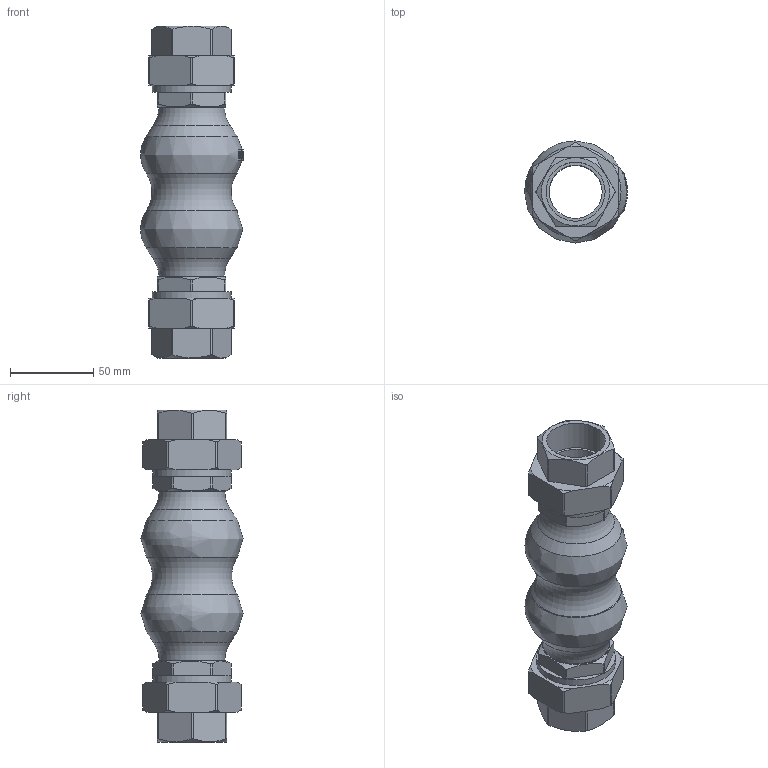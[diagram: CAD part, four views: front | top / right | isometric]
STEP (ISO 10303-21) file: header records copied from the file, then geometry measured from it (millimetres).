
FILE_DESCRIPTION(/* description */ (''),/* implementation_level */ '2;1');
FILE_NAME(/* name */ 'DN32_3D_STEP.stp',/* time_stamp */ '2025-04-17T16:01:58+03:00',/* author */ ('igorr'),/* organization */ (''),/* preprocessor_version */ 'ST-DEVELOPER v20',/* originating_system */ 'Autodesk Inventor 2025',/* authorisation */ '');
FILE_SCHEMA (('AUTOMOTIVE_DESIGN { 1 0 10303 214 3 1 1 }'));
Length unit declared in the file: millimetre
Products named in the file (1): Деталь1
Bounding box: 61.89 x 61.52 x 200 mm (x, y, z)
Volume: 233057.2 mm3; surface area: 58696 mm2
Topology: 1 solids, 1 shells, 199 faces, 534 edges, 356 vertices
Faces by surface type: plane 87, cylinder 41, cone 34, bspline 32, torus 5
Full cylindrical faces by diameter (mm): 32 x1, 35.59 x2, 47.59 x2
Entity records: 7501 total; most frequent: CARTESIAN_POINT 2699, ORIENTED_EDGE 1068, DIRECTION 793, EDGE_CURVE 534, VERTEX_POINT 356, AXIS2_PLACEMENT_3D 299, EDGE_LOOP 220, FACE_OUTER_BOUND 199
